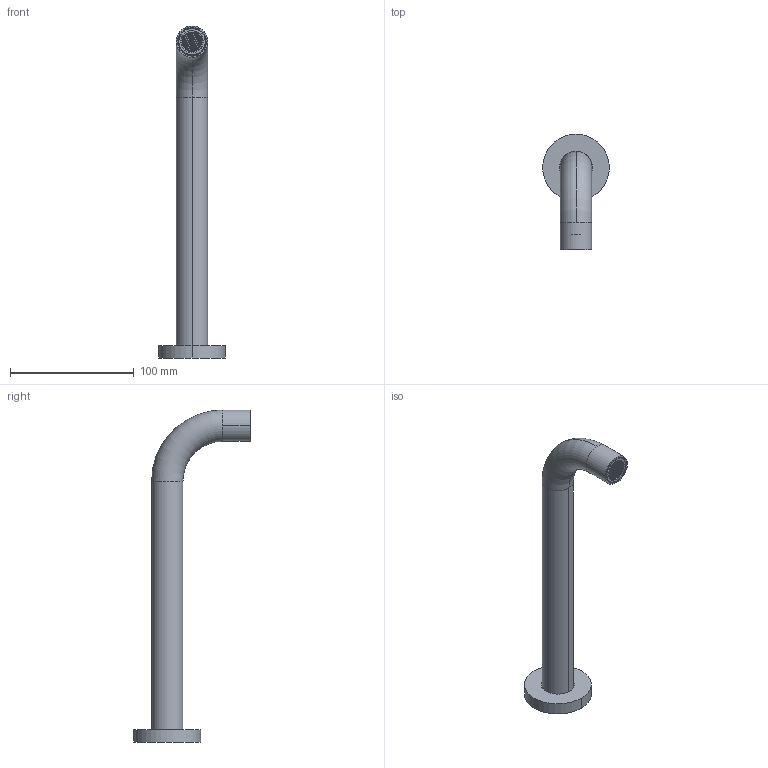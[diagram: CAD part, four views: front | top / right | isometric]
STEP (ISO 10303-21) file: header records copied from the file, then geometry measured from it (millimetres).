
FILE_DESCRIPTION (( 'STEP AP214' ), '1' );
FILE_NAME ('SUSSEX_SCALA_S25WOC200_25mm_wall_outlet_curved_200_shell.STEP', '2021-05-12T06:45:36', ( '' ), ( '' ), 'SwSTEP 2.0', 'SolidWorks 2020', '' );
FILE_SCHEMA (( 'AUTOMOTIVE_DESIGN' ));
Length unit declared in the file: millimetre
Products named in the file (1): SUSSEX_SCALA_S25WOC200_25mm_wall_outlet_curved_200_shell
Bounding box: 54 x 94 x 268.7 mm (x, y, z)
Volume: 67987.5 mm3; surface area: 58974.2 mm2
Topology: 5 solids, 5 shells, 1605 faces, 4113 edges, 2730 vertices
Faces by surface type: plane 1447, cylinder 119, cone 31, bspline 4, torus 4
Entity records: 66872 total; most frequent: CARTESIAN_POINT 10055, ORIENTED_EDGE 8222, DIRECTION 7497, EDGE_CURVE 4111, VECTOR 3777, LINE 3777, VERTEX_POINT 2730, AXIS2_PLACEMENT_3D 1860
